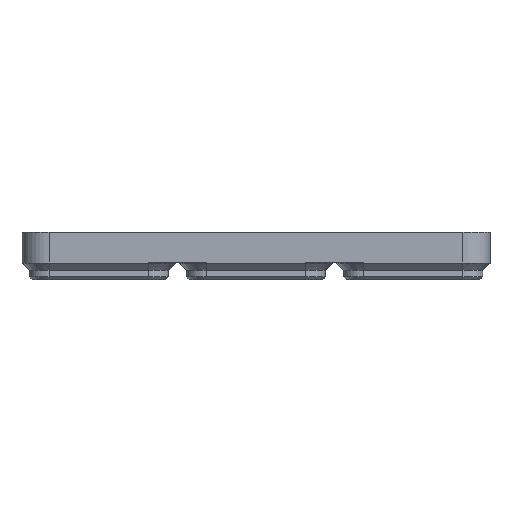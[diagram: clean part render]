
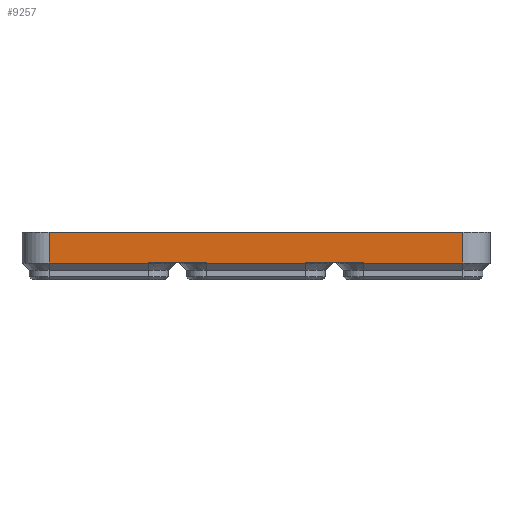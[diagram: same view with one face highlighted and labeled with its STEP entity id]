
A CAD part, front view. The second image highlights one B-rep face of the part: STEP entity #9257.
In plain terms, the highlighted planar face has unit normal (0, -1, 0).
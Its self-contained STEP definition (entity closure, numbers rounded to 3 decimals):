
#376=LINE('',#14155,#1376);
#380=LINE('',#14171,#1380);
#444=LINE('',#14357,#1444);
#445=LINE('',#14363,#1445);
#446=LINE('',#14366,#1446);
#447=LINE('',#14367,#1447);
#448=LINE('',#14369,#1448);
#449=LINE('',#14370,#1449);
#450=LINE('',#14372,#1450);
#451=LINE('',#14374,#1451);
#452=LINE('',#14375,#1452);
#453=LINE('',#14377,#1453);
#1376=VECTOR('',#11075,1000.);
#1380=VECTOR('',#11087,1000.);
#1444=VECTOR('',#11229,1000.);
#1445=VECTOR('',#11236,1000.);
#1446=VECTOR('',#11237,1000.);
#1447=VECTOR('',#11238,1000.);
#1448=VECTOR('',#11239,1000.);
#1449=VECTOR('',#11240,1000.);
#1450=VECTOR('',#11241,1000.);
#1451=VECTOR('',#11242,1000.);
#1452=VECTOR('',#11243,1000.);
#1453=VECTOR('',#11244,1000.);
#2560=ORIENTED_EDGE('',*,*,#5347,.T.);
#2561=ORIENTED_EDGE('',*,*,#5348,.T.);
#2562=ORIENTED_EDGE('',*,*,#5344,.F.);
#2563=ORIENTED_EDGE('',*,*,#5349,.T.);
#2564=ORIENTED_EDGE('',*,*,#5350,.T.);
#2565=ORIENTED_EDGE('',*,*,#5248,.F.);
#2566=ORIENTED_EDGE('',*,*,#5351,.F.);
#2567=ORIENTED_EDGE('',*,*,#5352,.T.);
#2568=ORIENTED_EDGE('',*,*,#5353,.T.);
#2569=ORIENTED_EDGE('',*,*,#5240,.F.);
#2570=ORIENTED_EDGE('',*,*,#5354,.F.);
#2571=ORIENTED_EDGE('',*,*,#5355,.T.);
#5240=EDGE_CURVE('',#6640,#6641,#376,.T.);
#5248=EDGE_CURVE('',#6648,#6649,#380,.T.);
#5344=EDGE_CURVE('',#6732,#6733,#444,.T.);
#5347=EDGE_CURVE('',#6734,#6735,#445,.T.);
#5348=EDGE_CURVE('',#6735,#6733,#446,.T.);
#5349=EDGE_CURVE('',#6732,#6736,#447,.T.);
#5350=EDGE_CURVE('',#6736,#6649,#448,.T.);
#5351=EDGE_CURVE('',#6737,#6648,#449,.T.);
#5352=EDGE_CURVE('',#6737,#6738,#450,.T.);
#5353=EDGE_CURVE('',#6738,#6641,#451,.T.);
#5354=EDGE_CURVE('',#6739,#6640,#452,.T.);
#5355=EDGE_CURVE('',#6739,#6734,#453,.T.);
#6640=VERTEX_POINT('',#14154);
#6641=VERTEX_POINT('',#14156);
#6648=VERTEX_POINT('',#14170);
#6649=VERTEX_POINT('',#14172);
#6732=VERTEX_POINT('',#14358);
#6733=VERTEX_POINT('',#14359);
#6734=VERTEX_POINT('',#14364);
#6735=VERTEX_POINT('',#14365);
#6736=VERTEX_POINT('',#14368);
#6737=VERTEX_POINT('',#14371);
#6738=VERTEX_POINT('',#14373);
#6739=VERTEX_POINT('',#14376);
#7726=EDGE_LOOP('',(#2560,#2561,#2562,#2563,#2564,#2565,#2566,#2567,#2568,
#2569,#2570,#2571));
#8340=FACE_BOUND('',#7726,.T.);
#8946=PLANE('',#9980);
#9257=ADVANCED_FACE('',(#8340),#8946,.F.);
#9980=AXIS2_PLACEMENT_3D('',#14362,#11234,#11235);
#11075=DIRECTION('',(-1.,0.,0.));
#11087=DIRECTION('',(-1.,0.,0.));
#11229=DIRECTION('',(0.,0.,1.));
#11234=DIRECTION('',(0.,1.,0.));
#11235=DIRECTION('',(0.,0.,1.));
#11236=DIRECTION('',(0.,0.,1.));
#11237=DIRECTION('',(-1.,0.,0.));
#11238=DIRECTION('',(1.,0.,0.));
#11239=DIRECTION('',(0.,0.,1.));
#11240=DIRECTION('',(0.,0.,1.));
#11241=DIRECTION('',(1.,0.,0.));
#11242=DIRECTION('',(0.,0.,1.));
#11243=DIRECTION('',(0.,0.,1.));
#11244=DIRECTION('',(1.,0.,0.));
#14154=CARTESIAN_POINT('',(28.75,-83.5,-1.));
#14155=CARTESIAN_POINT('',(0.,-83.5,-1.));
#14156=CARTESIAN_POINT('',(13.25,-83.5,-1.));
#14170=CARTESIAN_POINT('',(-13.25,-83.5,-1.));
#14171=CARTESIAN_POINT('',(0.,-83.5,-1.));
#14172=CARTESIAN_POINT('',(-28.75,-83.5,-1.));
#14357=CARTESIAN_POINT('',(-55.25,-83.5,-1.));
#14358=CARTESIAN_POINT('',(-55.25,-83.5,-1.25));
#14359=CARTESIAN_POINT('',(-55.25,-83.5,7.));
#14362=CARTESIAN_POINT('',(0.,-83.5,-1.));
#14363=CARTESIAN_POINT('',(55.25,-83.5,-1.));
#14364=CARTESIAN_POINT('',(55.25,-83.5,-1.25));
#14365=CARTESIAN_POINT('',(55.25,-83.5,7.));
#14366=CARTESIAN_POINT('',(0.,-83.5,7.));
#14367=CARTESIAN_POINT('',(-28.75,-83.5,-1.25));
#14368=CARTESIAN_POINT('',(-28.75,-83.5,-1.25));
#14369=CARTESIAN_POINT('',(-28.75,-83.5,-3.15));
#14370=CARTESIAN_POINT('',(-13.25,-83.5,-3.15));
#14371=CARTESIAN_POINT('',(-13.25,-83.5,-1.25));
#14372=CARTESIAN_POINT('',(13.25,-83.5,-1.25));
#14373=CARTESIAN_POINT('',(13.25,-83.5,-1.25));
#14374=CARTESIAN_POINT('',(13.25,-83.5,-3.15));
#14375=CARTESIAN_POINT('',(28.75,-83.5,-3.15));
#14376=CARTESIAN_POINT('',(28.75,-83.5,-1.25));
#14377=CARTESIAN_POINT('',(55.25,-83.5,-1.25));
